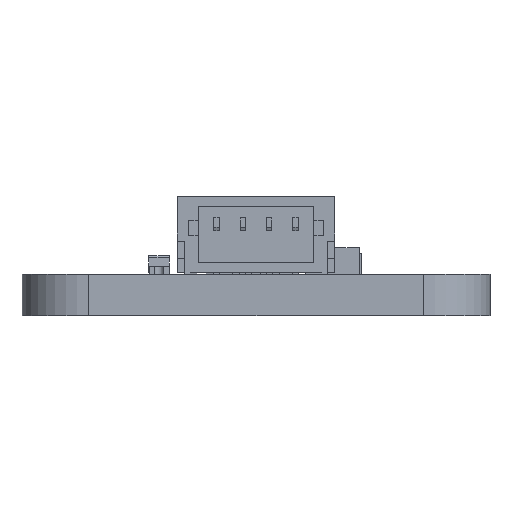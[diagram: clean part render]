
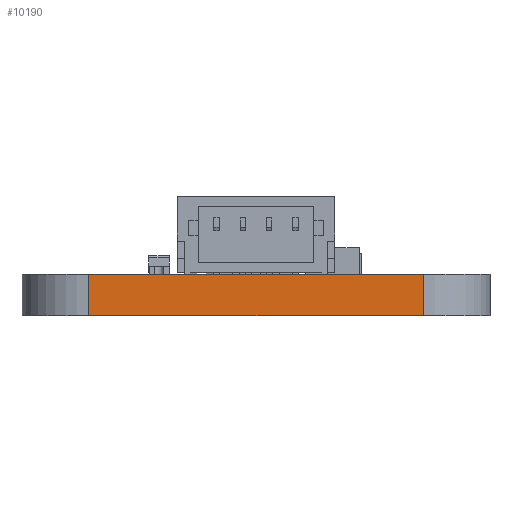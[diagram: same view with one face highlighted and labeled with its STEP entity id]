
A CAD part, left-side view. The second image highlights one B-rep face of the part: STEP entity #10190.
In plain terms, the highlighted planar face has unit normal (-1, 0, 0).
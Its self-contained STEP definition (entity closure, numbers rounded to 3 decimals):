
#181=PLANE('',#10898);
#642=FACE_OUTER_BOUND('',#1177,.T.);
#1177=EDGE_LOOP('',(#7082,#7083,#7084,#7085));
#1798=LINE('',#14619,#3045);
#1799=LINE('',#14622,#3046);
#1800=LINE('',#14624,#3047);
#1801=LINE('',#14625,#3048);
#3045=VECTOR('',#11851,10.);
#3046=VECTOR('',#11854,10.);
#3047=VECTOR('',#11855,10.);
#3048=VECTOR('',#11856,10.);
#4549=VERTEX_POINT('',#14615);
#4550=VERTEX_POINT('',#14617);
#4551=VERTEX_POINT('',#14621);
#4552=VERTEX_POINT('',#14623);
#5564=EDGE_CURVE('',#4549,#4550,#1798,.T.);
#5565=EDGE_CURVE('',#4551,#4549,#1799,.T.);
#5566=EDGE_CURVE('',#4552,#4550,#1800,.T.);
#5567=EDGE_CURVE('',#4551,#4552,#1801,.T.);
#7082=ORIENTED_EDGE('',*,*,#5565,.T.);
#7083=ORIENTED_EDGE('',*,*,#5564,.T.);
#7084=ORIENTED_EDGE('',*,*,#5566,.F.);
#7085=ORIENTED_EDGE('',*,*,#5567,.F.);
#10190=ADVANCED_FACE('',(#642),#181,.T.);
#10898=AXIS2_PLACEMENT_3D('',#14620,#11852,#11853);
#11851=DIRECTION('',(0.,0.,1.));
#11852=DIRECTION('center_axis',(-1.,0.,0.));
#11853=DIRECTION('ref_axis',(0.,-1.,0.));
#11854=DIRECTION('',(0.,-1.,0.));
#11855=DIRECTION('',(0.,-1.,0.));
#11856=DIRECTION('',(0.,0.,1.));
#14615=CARTESIAN_POINT('',(0.,2.54,0.));
#14617=CARTESIAN_POINT('',(0.,2.54,1.57));
#14619=CARTESIAN_POINT('',(0.,2.54,0.));
#14620=CARTESIAN_POINT('Origin',(0.,15.24,0.));
#14621=CARTESIAN_POINT('',(0.,15.24,0.));
#14622=CARTESIAN_POINT('',(0.,15.24,0.));
#14623=CARTESIAN_POINT('',(0.,15.24,1.57));
#14624=CARTESIAN_POINT('',(0.,15.24,1.57));
#14625=CARTESIAN_POINT('',(0.,15.24,0.));
